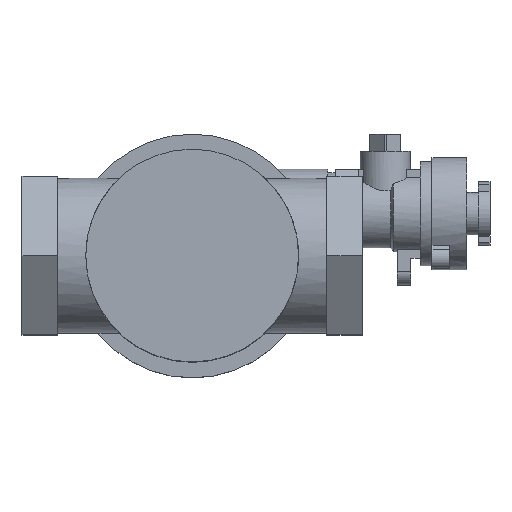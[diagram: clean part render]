
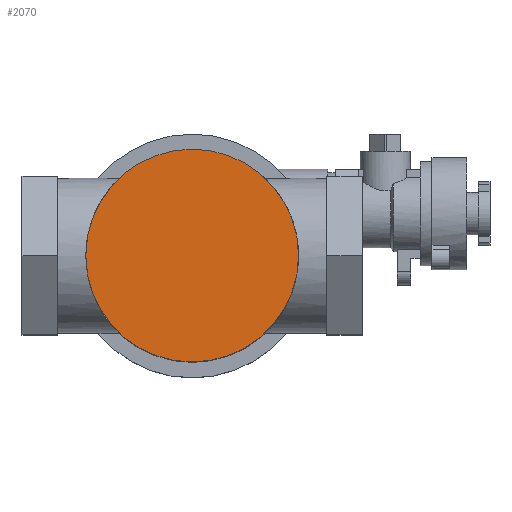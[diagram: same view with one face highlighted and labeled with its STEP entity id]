
A CAD part, top view. The second image highlights one B-rep face of the part: STEP entity #2070.
In plain terms, the highlighted planar face has unit normal (0, 0, 1).
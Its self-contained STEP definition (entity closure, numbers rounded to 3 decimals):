
#390=PLANE('',#2214);
#543=FACE_OUTER_BOUND('',#681,.T.);
#681=EDGE_LOOP('',(#1451));
#859=CIRCLE('',#2215,27.5);
#955=VERTEX_POINT('',#3270);
#1159=EDGE_CURVE('',#955,#955,#859,.T.);
#1451=ORIENTED_EDGE('',*,*,#1159,.T.);
#2070=ADVANCED_FACE('',(#543),#390,.F.);
#2214=AXIS2_PLACEMENT_3D('',#3269,#2452,#2453);
#2215=AXIS2_PLACEMENT_3D('',#3271,#2454,#2455);
#2452=DIRECTION('center_axis',(0.,0.,-1.));
#2453=DIRECTION('ref_axis',(-1.,0.,0.));
#2454=DIRECTION('center_axis',(0.,0.,1.));
#2455=DIRECTION('ref_axis',(0.,-1.,0.));
#3269=CARTESIAN_POINT('Origin',(0.,0.,0.));
#3270=CARTESIAN_POINT('',(0.,-27.5,0.));
#3271=CARTESIAN_POINT('Origin',(0.,0.,0.));
